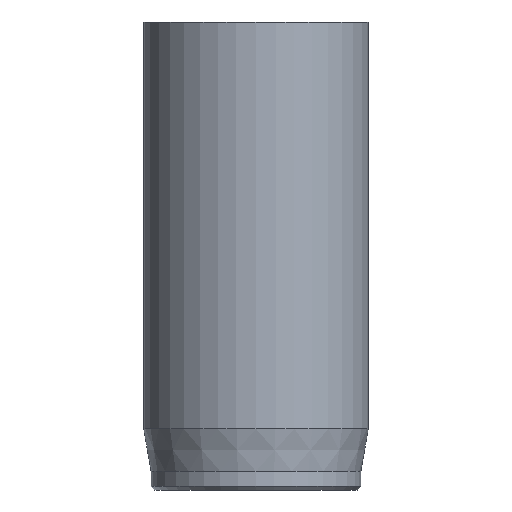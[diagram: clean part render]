
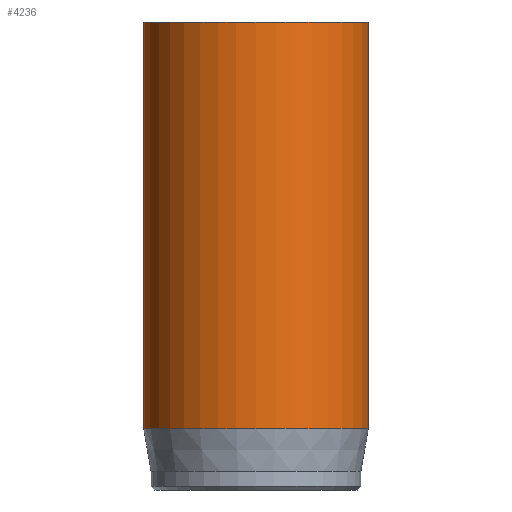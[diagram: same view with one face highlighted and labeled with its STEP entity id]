
A CAD part, front view. The second image highlights one B-rep face of the part: STEP entity #4236.
In plain terms, the highlighted cylindrical face has radius 6 mm (diameter 12 mm), a full revolution.
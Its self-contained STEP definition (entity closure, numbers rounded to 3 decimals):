
#32=CYLINDRICAL_SURFACE('',#4403,6.);
#47=CIRCLE('',#4370,6.);
#63=CIRCLE('',#4401,6.);
#64=CIRCLE('',#4402,6.);
#386=FACE_OUTER_BOUND('',#637,.T.);
#637=EDGE_LOOP('',(#3777,#3778,#3779,#3780,#3781));
#942=LINE('',#8069,#1255);
#1255=VECTOR('',#4911,6.);
#1938=VERTEX_POINT('',#8008);
#1954=VERTEX_POINT('',#8063);
#1955=VERTEX_POINT('',#8064);
#2543=EDGE_CURVE('',#1938,#1938,#47,.T.);
#2567=EDGE_CURVE('',#1954,#1955,#63,.T.);
#2568=EDGE_CURVE('',#1955,#1954,#64,.T.);
#2570=EDGE_CURVE('',#1938,#1954,#942,.T.);
#3777=ORIENTED_EDGE('',*,*,#2543,.T.);
#3778=ORIENTED_EDGE('',*,*,#2570,.T.);
#3779=ORIENTED_EDGE('',*,*,#2567,.T.);
#3780=ORIENTED_EDGE('',*,*,#2568,.T.);
#3781=ORIENTED_EDGE('',*,*,#2570,.F.);
#4236=ADVANCED_FACE('',(#386),#32,.T.);
#4370=AXIS2_PLACEMENT_3D('',#8009,#4834,#4835);
#4401=AXIS2_PLACEMENT_3D('',#8065,#4904,#4905);
#4402=AXIS2_PLACEMENT_3D('',#8066,#4906,#4907);
#4403=AXIS2_PLACEMENT_3D('',#8068,#4909,#4910);
#4834=DIRECTION('center_axis',(0.,0.,-1.));
#4835=DIRECTION('ref_axis',(-1.,0.,0.));
#4904=DIRECTION('center_axis',(0.,0.,1.));
#4905=DIRECTION('ref_axis',(-1.,0.,0.));
#4906=DIRECTION('center_axis',(0.,0.,1.));
#4907=DIRECTION('ref_axis',(-1.,0.,0.));
#4909=DIRECTION('center_axis',(0.,0.,1.));
#4910=DIRECTION('ref_axis',(-1.,0.,0.));
#4911=DIRECTION('',(0.,0.,-1.));
#8008=CARTESIAN_POINT('',(6.,0.,25.));
#8009=CARTESIAN_POINT('Origin',(0.,0.,25.));
#8063=CARTESIAN_POINT('',(6.,0.,3.269));
#8064=CARTESIAN_POINT('',(-6.,0.,3.269));
#8065=CARTESIAN_POINT('Origin',(0.,0.,3.269));
#8066=CARTESIAN_POINT('Origin',(0.,0.,3.269));
#8068=CARTESIAN_POINT('Origin',(0.,0.,0.));
#8069=CARTESIAN_POINT('',(6.,0.,0.));
